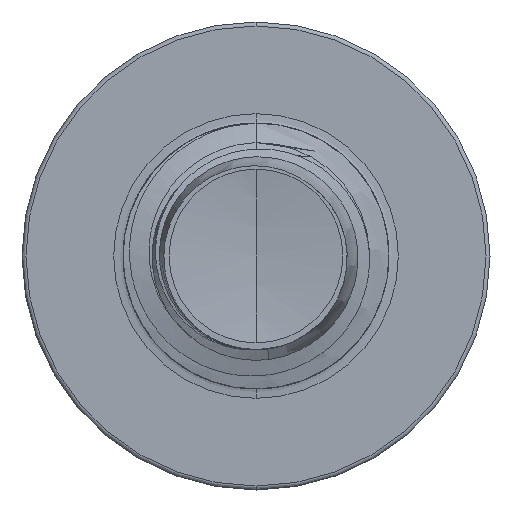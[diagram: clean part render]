
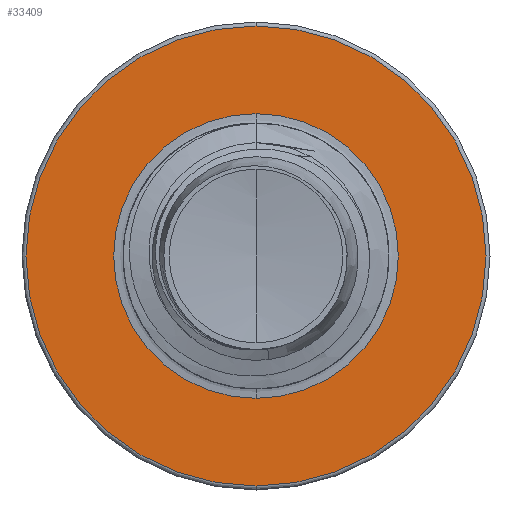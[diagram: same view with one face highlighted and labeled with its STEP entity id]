
A CAD part, front view. The second image highlights one B-rep face of the part: STEP entity #33409.
In plain terms, the highlighted planar face has unit normal (0, -1, 0).
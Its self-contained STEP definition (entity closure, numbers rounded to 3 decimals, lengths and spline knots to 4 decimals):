
#2426 = AXIS2_PLACEMENT_3D ( 'NONE', #46565, #17759, #51272 ) ;
#2784 = CARTESIAN_POINT ( 'NONE',  ( 0., 35., 4.325 ) ) ;
#3369 = DIRECTION ( 'NONE',  ( 0., 1., 0. ) ) ;
#4332 = VERTEX_POINT ( 'NONE', #2784 ) ;
#5951 = ORIENTED_EDGE ( 'NONE', *, *, #38837, .F. ) ;
#8326 = CIRCLE ( 'NONE', #30003, 4.325 ) ;
#8444 = DIRECTION ( 'NONE',  ( 0., 1., 0. ) ) ;
#9315 = DIRECTION ( 'NONE',  ( 0., 1., 0. ) ) ;
#10625 = CARTESIAN_POINT ( 'NONE',  ( 0., 35., -4.325 ) ) ;
#11087 = AXIS2_PLACEMENT_3D ( 'NONE', #32375, #3369, #37226 ) ;
#11278 = FACE_OUTER_BOUND ( 'NONE', #30314, .T. ) ;
#17547 = DIRECTION ( 'NONE',  ( 0., 1., 0. ) ) ;
#17759 = DIRECTION ( 'NONE',  ( 0., 1., 0. ) ) ;
#17844 = ORIENTED_EDGE ( 'NONE', *, *, #38671, .T. ) ;
#18672 = AXIS2_PLACEMENT_3D ( 'NONE', #50602, #8444, #42215 ) ;
#20273 = CARTESIAN_POINT ( 'NONE',  ( 0., 35., -2.6768 ) ) ;
#24148 = FACE_BOUND ( 'NONE', #43866, .T. ) ;
#25934 = VERTEX_POINT ( 'NONE', #10625 ) ;
#27059 = CIRCLE ( 'NONE', #11087, 4.325 ) ;
#28634 = VERTEX_POINT ( 'NONE', #34377 ) ;
#30003 = AXIS2_PLACEMENT_3D ( 'NONE', #38265, #9315, #43068 ) ;
#30098 = EDGE_CURVE ( 'NONE', #57784, #28634, #60787, .T. ) ;
#30314 = EDGE_LOOP ( 'NONE', ( #38702, #5951 ) ) ;
#30455 = EDGE_CURVE ( 'NONE', #4332, #25934, #8326, .T. ) ;
#32123 = PLANE ( 'NONE',  #18672 ) ;
#32375 = CARTESIAN_POINT ( 'NONE',  ( 0., 35., 0. ) ) ;
#33409 = ADVANCED_FACE ( 'NONE', ( #11278, #24148 ), #32123, .F. ) ;
#34377 = CARTESIAN_POINT ( 'NONE',  ( 0., 35., 2.6768 ) ) ;
#37226 = DIRECTION ( 'NONE',  ( 0., 0., 1. ) ) ;
#38265 = CARTESIAN_POINT ( 'NONE',  ( 0., 35., 0. ) ) ;
#38671 = EDGE_CURVE ( 'NONE', #28634, #57784, #53859, .T. ) ;
#38702 = ORIENTED_EDGE ( 'NONE', *, *, #30455, .F. ) ;
#38837 = EDGE_CURVE ( 'NONE', #25934, #4332, #27059, .T. ) ;
#42215 = DIRECTION ( 'NONE',  ( 0., 0., 1. ) ) ;
#43068 = DIRECTION ( 'NONE',  ( 0., 0., 1. ) ) ;
#43866 = EDGE_LOOP ( 'NONE', ( #17844, #47667 ) ) ;
#46363 = CARTESIAN_POINT ( 'NONE',  ( 0., 35., 0. ) ) ;
#46565 = CARTESIAN_POINT ( 'NONE',  ( 0., 35., 0. ) ) ;
#47667 = ORIENTED_EDGE ( 'NONE', *, *, #30098, .T. ) ;
#50602 = CARTESIAN_POINT ( 'NONE',  ( 0., 35., -2.6768 ) ) ;
#51066 = DIRECTION ( 'NONE',  ( 0., 0., 1. ) ) ;
#51272 = DIRECTION ( 'NONE',  ( 0., 0., 1. ) ) ;
#53859 = CIRCLE ( 'NONE', #57219, 2.6768 ) ;
#57219 = AXIS2_PLACEMENT_3D ( 'NONE', #46363, #17547, #51066 ) ;
#57784 = VERTEX_POINT ( 'NONE', #20273 ) ;
#60787 = CIRCLE ( 'NONE', #2426, 2.6768 ) ;
